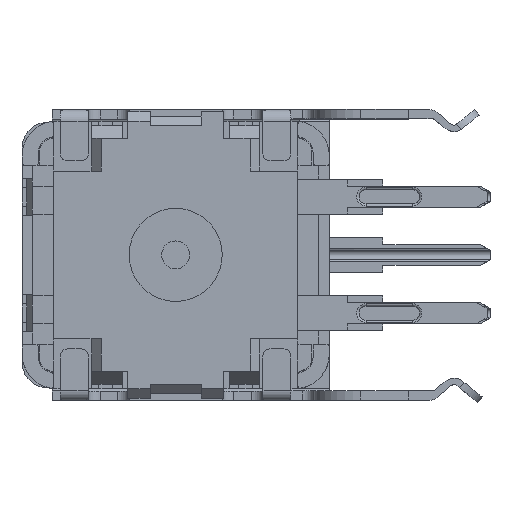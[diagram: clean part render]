
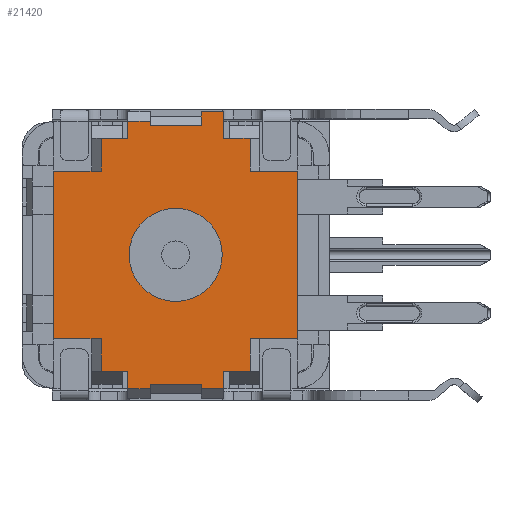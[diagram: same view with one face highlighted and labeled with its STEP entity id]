
A CAD part, top view. The second image highlights one B-rep face of the part: STEP entity #21420.
In plain terms, the highlighted planar face has unit normal (0, 0, 1).
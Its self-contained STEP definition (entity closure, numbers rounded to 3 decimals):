
#5655=DIRECTION('',(0.,1.,0.));
#5656=VECTOR('',#5655,1.4);
#5657=CARTESIAN_POINT('',(-0.175,-1.975,1.4));
#5658=LINE('',#5657,#5656);
#5671=DIRECTION('',(0.,1.,0.));
#5672=VECTOR('',#5671,7.2);
#5673=CARTESIAN_POINT('',(-2.225,-0.575,1.4));
#5674=LINE('',#5673,#5672);
#5675=DIRECTION('',(1.,0.,0.));
#5676=VECTOR('',#5675,2.05);
#5677=CARTESIAN_POINT('',(-2.225,6.625,1.4));
#5678=LINE('',#5677,#5676);
#5679=DIRECTION('',(1.,0.,0.));
#5680=VECTOR('',#5679,1.15);
#5681=CARTESIAN_POINT('',(-0.175,8.025,1.4));
#5682=LINE('',#5681,#5680);
#5683=DIRECTION('',(0.,1.,0.));
#5684=VECTOR('',#5683,0.75);
#5685=CARTESIAN_POINT('',(0.975,8.025,1.4));
#5686=LINE('',#5685,#5684);
#5687=DIRECTION('',(0.,-1.,0.));
#5688=VECTOR('',#5687,0.2);
#5689=CARTESIAN_POINT('',(1.925,8.775,1.4));
#5690=LINE('',#5689,#5688);
#5691=DIRECTION('',(0.,1.,0.));
#5692=VECTOR('',#5691,0.6);
#5693=CARTESIAN_POINT('',(4.125,8.575,1.4));
#5694=LINE('',#5693,#5692);
#5695=DIRECTION('',(1.,0.,0.));
#5696=VECTOR('',#5695,0.95);
#5697=CARTESIAN_POINT('',(4.125,9.175,1.4));
#5698=LINE('',#5697,#5696);
#5699=DIRECTION('',(0.,-1.,0.));
#5700=VECTOR('',#5699,1.15);
#5701=CARTESIAN_POINT('',(5.075,9.175,1.4));
#5702=LINE('',#5701,#5700);
#5703=DIRECTION('',(1.,0.,0.));
#5704=VECTOR('',#5703,1.15);
#5705=CARTESIAN_POINT('',(5.075,8.025,1.4));
#5706=LINE('',#5705,#5704);
#5707=DIRECTION('',(1.,0.,0.));
#5708=VECTOR('',#5707,2.05);
#5709=CARTESIAN_POINT('',(6.225,6.625,1.4));
#5710=LINE('',#5709,#5708);
#5711=DIRECTION('',(0.,-1.,0.));
#5712=VECTOR('',#5711,7.2);
#5713=CARTESIAN_POINT('',(8.275,6.625,1.4));
#5714=LINE('',#5713,#5712);
#5715=DIRECTION('',(-1.,0.,0.));
#5716=VECTOR('',#5715,2.05);
#5717=CARTESIAN_POINT('',(8.275,-0.575,1.4));
#5718=LINE('',#5717,#5716);
#5719=DIRECTION('',(1.,0.,0.));
#5720=VECTOR('',#5719,1.15);
#5721=CARTESIAN_POINT('',(5.075,-1.975,1.4));
#5722=LINE('',#5721,#5720);
#5723=DIRECTION('',(0.,1.,0.));
#5724=VECTOR('',#5723,0.75);
#5725=CARTESIAN_POINT('',(5.075,-2.725,1.4));
#5726=LINE('',#5725,#5724);
#5727=DIRECTION('',(0.,-1.,0.));
#5728=VECTOR('',#5727,0.2);
#5729=CARTESIAN_POINT('',(4.125,-2.525,1.4));
#5730=LINE('',#5729,#5728);
#5731=DIRECTION('',(0.,1.,0.));
#5732=VECTOR('',#5731,0.2);
#5733=CARTESIAN_POINT('',(1.925,-2.725,1.4));
#5734=LINE('',#5733,#5732);
#5735=DIRECTION('',(0.,-1.,0.));
#5736=VECTOR('',#5735,0.75);
#5737=CARTESIAN_POINT('',(0.975,-1.975,1.4));
#5738=LINE('',#5737,#5736);
#5739=DIRECTION('',(1.,0.,0.));
#5740=VECTOR('',#5739,1.15);
#5741=CARTESIAN_POINT('',(-0.175,-1.975,1.4));
#5742=LINE('',#5741,#5740);
#5743=DIRECTION('',(-1.,0.,0.));
#5744=VECTOR('',#5743,2.05);
#5745=CARTESIAN_POINT('',(-0.175,-0.575,1.4));
#5746=LINE('',#5745,#5744);
#5747=CARTESIAN_POINT('',(3.025,3.025,1.4));
#5748=DIRECTION('',(0.,0.,1.));
#5749=DIRECTION('',(-1.,0.,0.));
#5750=AXIS2_PLACEMENT_3D('',#5747,#5748,#5749);
#5752=CARTESIAN_POINT('',(3.025,3.025,1.4));
#5753=DIRECTION('',(0.,0.,1.));
#5754=DIRECTION('',(1.,0.,0.));
#5755=AXIS2_PLACEMENT_3D('',#5752,#5753,#5754);
#7204=DIRECTION('',(1.,0.,0.));
#7205=VECTOR('',#7204,0.95);
#7206=CARTESIAN_POINT('',(4.125,-2.725,1.4));
#7207=LINE('',#7206,#7205);
#7228=DIRECTION('',(1.,0.,0.));
#7229=VECTOR('',#7228,2.2);
#7230=CARTESIAN_POINT('',(1.925,-2.525,1.4));
#7231=LINE('',#7230,#7229);
#7252=DIRECTION('',(1.,0.,0.));
#7253=VECTOR('',#7252,0.95);
#7254=CARTESIAN_POINT('',(0.975,-2.725,1.4));
#7255=LINE('',#7254,#7253);
#7268=DIRECTION('',(0.,-1.,0.));
#7269=VECTOR('',#7268,1.4);
#7270=CARTESIAN_POINT('',(6.225,-0.575,1.4));
#7271=LINE('',#7270,#7269);
#7827=DIRECTION('',(0.,-1.,0.));
#7828=VECTOR('',#7827,1.4);
#7829=CARTESIAN_POINT('',(6.225,8.025,1.4));
#7830=LINE('',#7829,#7828);
#7978=DIRECTION('',(1.,0.,0.));
#7979=VECTOR('',#7978,2.2);
#7980=CARTESIAN_POINT('',(1.925,8.575,1.4));
#7981=LINE('',#7980,#7979);
#7998=DIRECTION('',(1.,0.,0.));
#7999=VECTOR('',#7998,0.95);
#8000=CARTESIAN_POINT('',(0.975,8.775,1.4));
#8001=LINE('',#8000,#7999);
#8026=DIRECTION('',(0.,1.,0.));
#8027=VECTOR('',#8026,1.4);
#8028=CARTESIAN_POINT('',(-0.175,6.625,1.4));
#8029=LINE('',#8028,#8027);
#13108=CARTESIAN_POINT('',(4.125,9.175,1.4));
#13109=CARTESIAN_POINT('',(5.075,9.175,1.4));
#13110=VERTEX_POINT('',#13108);
#13111=VERTEX_POINT('',#13109);
#13112=CARTESIAN_POINT('',(5.075,8.025,1.4));
#13113=VERTEX_POINT('',#13112);
#13274=CARTESIAN_POINT('',(1.025,3.025,1.4));
#13275=CARTESIAN_POINT('',(5.025,3.025,1.4));
#13276=VERTEX_POINT('',#13274);
#13277=VERTEX_POINT('',#13275);
#13322=CARTESIAN_POINT('',(-2.225,-0.575,1.4));
#13323=CARTESIAN_POINT('',(-2.225,6.625,1.4));
#13324=VERTEX_POINT('',#13322);
#13325=VERTEX_POINT('',#13323);
#13326=CARTESIAN_POINT('',(8.275,6.625,1.4));
#13327=CARTESIAN_POINT('',(8.275,-0.575,1.4));
#13328=VERTEX_POINT('',#13326);
#13329=VERTEX_POINT('',#13327);
#13378=CARTESIAN_POINT('',(6.225,8.025,1.4));
#13379=CARTESIAN_POINT('',(6.225,6.625,1.4));
#13380=VERTEX_POINT('',#13378);
#13381=VERTEX_POINT('',#13379);
#13382=CARTESIAN_POINT('',(-0.175,6.625,1.4));
#13383=CARTESIAN_POINT('',(-0.175,8.025,1.4));
#13384=VERTEX_POINT('',#13382);
#13385=VERTEX_POINT('',#13383);
#13386=CARTESIAN_POINT('',(-0.175,-1.975,1.4));
#13387=CARTESIAN_POINT('',(-0.175,-0.575,1.4));
#13388=VERTEX_POINT('',#13386);
#13389=VERTEX_POINT('',#13387);
#13390=CARTESIAN_POINT('',(6.225,-0.575,1.4));
#13391=CARTESIAN_POINT('',(6.225,-1.975,1.4));
#13392=VERTEX_POINT('',#13390);
#13393=VERTEX_POINT('',#13391);
#13394=CARTESIAN_POINT('',(0.975,8.025,1.4));
#13395=VERTEX_POINT('',#13394);
#13396=CARTESIAN_POINT('',(0.975,-1.975,1.4));
#13397=VERTEX_POINT('',#13396);
#13398=CARTESIAN_POINT('',(5.075,-1.975,1.4));
#13399=VERTEX_POINT('',#13398);
#13400=CARTESIAN_POINT('',(1.925,8.575,1.4));
#13401=CARTESIAN_POINT('',(4.125,8.575,1.4));
#13402=VERTEX_POINT('',#13400);
#13403=VERTEX_POINT('',#13401);
#13408=CARTESIAN_POINT('',(0.975,8.775,1.4));
#13409=CARTESIAN_POINT('',(1.925,8.775,1.4));
#13410=VERTEX_POINT('',#13408);
#13411=VERTEX_POINT('',#13409);
#13416=CARTESIAN_POINT('',(1.925,-2.525,1.4));
#13417=CARTESIAN_POINT('',(4.125,-2.525,1.4));
#13418=VERTEX_POINT('',#13416);
#13419=VERTEX_POINT('',#13417);
#13424=CARTESIAN_POINT('',(0.975,-2.725,1.4));
#13425=CARTESIAN_POINT('',(1.925,-2.725,1.4));
#13426=VERTEX_POINT('',#13424);
#13427=VERTEX_POINT('',#13425);
#13432=CARTESIAN_POINT('',(4.125,-2.725,1.4));
#13433=CARTESIAN_POINT('',(5.075,-2.725,1.4));
#13434=VERTEX_POINT('',#13432);
#13435=VERTEX_POINT('',#13433);
#21355=CARTESIAN_POINT('',(3.025,3.025,1.4));
#21356=DIRECTION('',(0.,0.,-1.));
#21357=DIRECTION('',(-1.,0.,0.));
#21358=AXIS2_PLACEMENT_3D('',#21355,#21356,#21357);
#21359=PLANE('',#21358);
#21360=ORIENTED_EDGE('',*,*,#15213,.T.);
#21362=ORIENTED_EDGE('',*,*,#21361,.T.);
#21364=ORIENTED_EDGE('',*,*,#21363,.T.);
#21366=ORIENTED_EDGE('',*,*,#21365,.T.);
#21368=ORIENTED_EDGE('',*,*,#21367,.T.);
#21370=ORIENTED_EDGE('',*,*,#21369,.T.);
#21372=ORIENTED_EDGE('',*,*,#21371,.T.);
#21374=ORIENTED_EDGE('',*,*,#21373,.T.);
#21376=ORIENTED_EDGE('',*,*,#21375,.T.);
#21378=ORIENTED_EDGE('',*,*,#21377,.T.);
#21380=ORIENTED_EDGE('',*,*,#21379,.T.);
#21382=ORIENTED_EDGE('',*,*,#21381,.T.);
#21384=ORIENTED_EDGE('',*,*,#21383,.T.);
#21386=ORIENTED_EDGE('',*,*,#21385,.T.);
#21388=ORIENTED_EDGE('',*,*,#21387,.T.);
#21390=ORIENTED_EDGE('',*,*,#21389,.T.);
#21392=ORIENTED_EDGE('',*,*,#21391,.T.);
#21394=ORIENTED_EDGE('',*,*,#21393,.F.);
#21396=ORIENTED_EDGE('',*,*,#21395,.F.);
#21398=ORIENTED_EDGE('',*,*,#21397,.F.);
#21400=ORIENTED_EDGE('',*,*,#21399,.F.);
#21402=ORIENTED_EDGE('',*,*,#21401,.F.);
#21404=ORIENTED_EDGE('',*,*,#21403,.F.);
#21406=ORIENTED_EDGE('',*,*,#21405,.F.);
#21407=ORIENTED_EDGE('',*,*,#21134,.F.);
#21408=ORIENTED_EDGE('',*,*,#21170,.F.);
#21409=ORIENTED_EDGE('',*,*,#21346,.T.);
#21411=ORIENTED_EDGE('',*,*,#21410,.T.);
#21412=EDGE_LOOP('',(#21360,#21362,#21364,#21366,#21368,#21370,#21372,#21374,
#21376,#21378,#21380,#21382,#21384,#21386,#21388,#21390,#21392,#21394,#21396,
#21398,#21400,#21402,#21404,#21406,#21407,#21408,#21409,#21411));
#21413=FACE_OUTER_BOUND('',#21412,.F.);
#21415=ORIENTED_EDGE('',*,*,#21414,.T.);
#21417=ORIENTED_EDGE('',*,*,#21416,.T.);
#21418=EDGE_LOOP('',(#21415,#21417));
#21419=FACE_BOUND('',#21418,.F.);
#21420=ADVANCED_FACE('',(#21413,#21419),#21359,.F.);
#5751=CIRCLE('',#5750,2.);
#5756=CIRCLE('',#5755,2.);
#15213=EDGE_CURVE('',#13324,#13325,#5674,.T.);
#21134=EDGE_CURVE('',#13397,#13426,#5738,.T.);
#21170=EDGE_CURVE('',#13388,#13397,#5742,.T.);
#21346=EDGE_CURVE('',#13388,#13389,#5658,.T.);
#21361=EDGE_CURVE('',#13325,#13384,#5678,.T.);
#21363=EDGE_CURVE('',#13384,#13385,#8029,.T.);
#21365=EDGE_CURVE('',#13385,#13395,#5682,.T.);
#21367=EDGE_CURVE('',#13395,#13410,#5686,.T.);
#21369=EDGE_CURVE('',#13410,#13411,#8001,.T.);
#21371=EDGE_CURVE('',#13411,#13402,#5690,.T.);
#21373=EDGE_CURVE('',#13402,#13403,#7981,.T.);
#21375=EDGE_CURVE('',#13403,#13110,#5694,.T.);
#21377=EDGE_CURVE('',#13110,#13111,#5698,.T.);
#21379=EDGE_CURVE('',#13111,#13113,#5702,.T.);
#21381=EDGE_CURVE('',#13113,#13380,#5706,.T.);
#21383=EDGE_CURVE('',#13380,#13381,#7830,.T.);
#21385=EDGE_CURVE('',#13381,#13328,#5710,.T.);
#21387=EDGE_CURVE('',#13328,#13329,#5714,.T.);
#21389=EDGE_CURVE('',#13329,#13392,#5718,.T.);
#21391=EDGE_CURVE('',#13392,#13393,#7271,.T.);
#21393=EDGE_CURVE('',#13399,#13393,#5722,.T.);
#21395=EDGE_CURVE('',#13435,#13399,#5726,.T.);
#21397=EDGE_CURVE('',#13434,#13435,#7207,.T.);
#21399=EDGE_CURVE('',#13419,#13434,#5730,.T.);
#21401=EDGE_CURVE('',#13418,#13419,#7231,.T.);
#21403=EDGE_CURVE('',#13427,#13418,#5734,.T.);
#21405=EDGE_CURVE('',#13426,#13427,#7255,.T.);
#21410=EDGE_CURVE('',#13389,#13324,#5746,.T.);
#21414=EDGE_CURVE('',#13276,#13277,#5751,.T.);
#21416=EDGE_CURVE('',#13277,#13276,#5756,.T.);
